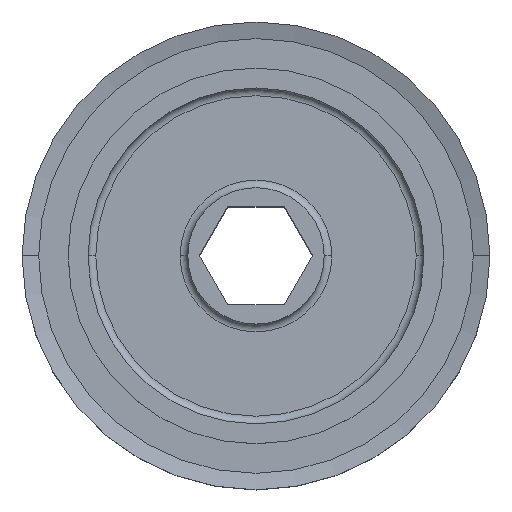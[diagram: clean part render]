
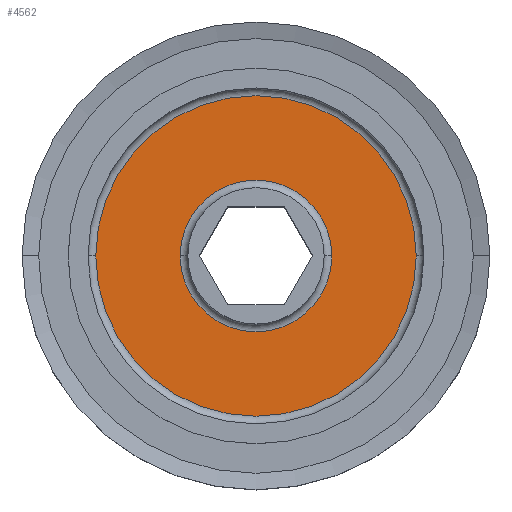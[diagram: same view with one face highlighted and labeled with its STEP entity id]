
A CAD part, top view. The second image highlights one B-rep face of the part: STEP entity #4562.
In plain terms, the highlighted planar face has unit normal (0, 0, 1).
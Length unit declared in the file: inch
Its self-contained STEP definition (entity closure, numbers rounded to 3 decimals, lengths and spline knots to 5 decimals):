
#5 = DIRECTION ( 'NONE',  ( 0., 0., -1. ) ) ;
#54 = FACE_OUTER_BOUND ( 'NONE', #2587, .T. ) ;
#210 = VERTEX_POINT ( 'NONE', #10327 ) ;
#781 = ORIENTED_EDGE ( 'NONE', *, *, #13864, .T. ) ;
#815 = VERTEX_POINT ( 'NONE', #11011 ) ;
#832 = ORIENTED_EDGE ( 'NONE', *, *, #14630, .T. ) ;
#949 = AXIS2_PLACEMENT_3D ( 'NONE', #5880, #10806, #11943 ) ;
#970 = CIRCLE ( 'NONE', #9891, 0.82263 ) ;
#1503 = CARTESIAN_POINT ( 'NONE',  ( 0., 0., 0.09375 ) ) ;
#2587 = EDGE_LOOP ( 'NONE', ( #832, #781 ) ) ;
#2850 = DIRECTION ( 'NONE',  ( 0., 0., -1. ) ) ;
#3967 = CARTESIAN_POINT ( 'NONE',  ( 0., 0., 0.09375 ) ) ;
#3989 = VERTEX_POINT ( 'NONE', #5549 ) ;
#4562 = ADVANCED_FACE ( 'NONE', ( #6374, #54 ), #13402, .T. ) ;
#4644 = EDGE_CURVE ( 'NONE', #210, #815, #5858, .T. ) ;
#5549 = CARTESIAN_POINT ( 'NONE',  ( -0.82263, 0., 0.09375 ) ) ;
#5858 = CIRCLE ( 'NONE', #9150, 0.38937 ) ;
#5880 = CARTESIAN_POINT ( 'NONE',  ( 0., 0., 0.09375 ) ) ;
#6064 = DIRECTION ( 'NONE',  ( 0., 0., 1. ) ) ;
#6374 = FACE_BOUND ( 'NONE', #7944, .T. ) ;
#7162 = DIRECTION ( 'NONE',  ( 1., 0., 0. ) ) ;
#7318 = CIRCLE ( 'NONE', #949, 0.82263 ) ;
#7356 = DIRECTION ( 'NONE',  ( 1., 0., 0. ) ) ;
#7944 = EDGE_LOOP ( 'NONE', ( #8296, #15157 ) ) ;
#8296 = ORIENTED_EDGE ( 'NONE', *, *, #4644, .T. ) ;
#8861 = CARTESIAN_POINT ( 'NONE',  ( 0., 0., 0.09375 ) ) ;
#9150 = AXIS2_PLACEMENT_3D ( 'NONE', #3967, #2850, #13953 ) ;
#9891 = AXIS2_PLACEMENT_3D ( 'NONE', #12117, #14590, #7162 ) ;
#10327 = CARTESIAN_POINT ( 'NONE',  ( 0.38937, 0., 0.09375 ) ) ;
#10651 = CARTESIAN_POINT ( 'NONE',  ( 0.82263, 0., 0.09375 ) ) ;
#10806 = DIRECTION ( 'NONE',  ( 0., 0., 1. ) ) ;
#11011 = CARTESIAN_POINT ( 'NONE',  ( -0.38937, 0., 0.09375 ) ) ;
#11236 = DIRECTION ( 'NONE',  ( 1., 0., 0. ) ) ;
#11881 = EDGE_CURVE ( 'NONE', #815, #210, #14908, .T. ) ;
#11943 = DIRECTION ( 'NONE',  ( 1., 0., 0. ) ) ;
#12117 = CARTESIAN_POINT ( 'NONE',  ( 0., 0., 0.09375 ) ) ;
#13402 = PLANE ( 'NONE',  #14691 ) ;
#13864 = EDGE_CURVE ( 'NONE', #3989, #15382, #7318, .T. ) ;
#13953 = DIRECTION ( 'NONE',  ( 1., 0., 0. ) ) ;
#14590 = DIRECTION ( 'NONE',  ( 0., 0., 1. ) ) ;
#14630 = EDGE_CURVE ( 'NONE', #15382, #3989, #970, .T. ) ;
#14691 = AXIS2_PLACEMENT_3D ( 'NONE', #1503, #6064, #11236 ) ;
#14908 = CIRCLE ( 'NONE', #15675, 0.38937 ) ;
#15157 = ORIENTED_EDGE ( 'NONE', *, *, #11881, .T. ) ;
#15382 = VERTEX_POINT ( 'NONE', #10651 ) ;
#15675 = AXIS2_PLACEMENT_3D ( 'NONE', #8861, #5, #7356 ) ;
